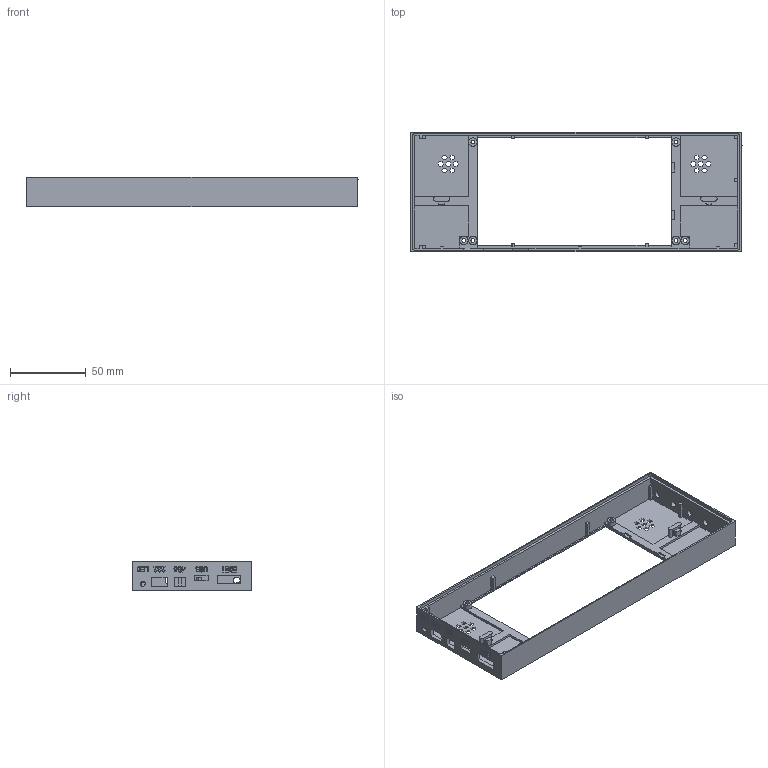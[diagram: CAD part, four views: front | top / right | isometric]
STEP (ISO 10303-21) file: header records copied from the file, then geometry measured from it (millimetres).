
FILE_DESCRIPTION (( 'STEP AP214' ), '1' );
FILE_NAME ('8inch_1600x480_lcd_FrontCase_01_RPI_V04.STEP', '2022-09-04T23:50:45', ( '' ), ( '' ), 'SwSTEP 2.0', 'SolidWorks 2017', '' );
FILE_SCHEMA (( 'AUTOMOTIVE_DESIGN' ));
Length unit declared in the file: millimetre
Products named in the file (1): 8inch_1600x480_lcd_FrontCase_01_RPI_V04
Bounding box: 219.1 x 79 x 19.5 mm (x, y, z)
Volume: 35270 mm3; surface area: 40923.3 mm2
Topology: 1 solids, 1 shells, 698 faces, 1920 edges, 1274 vertices
Faces by surface type: plane 543, bspline 89, cylinder 66
Entity records: 29118 total; most frequent: CARTESIAN_POINT 11662, ORIENTED_EDGE 3840, DIRECTION 3096, EDGE_CURVE 1920, VECTOR 1608, LINE 1608, VERTEX_POINT 1274, EDGE_LOOP 810
